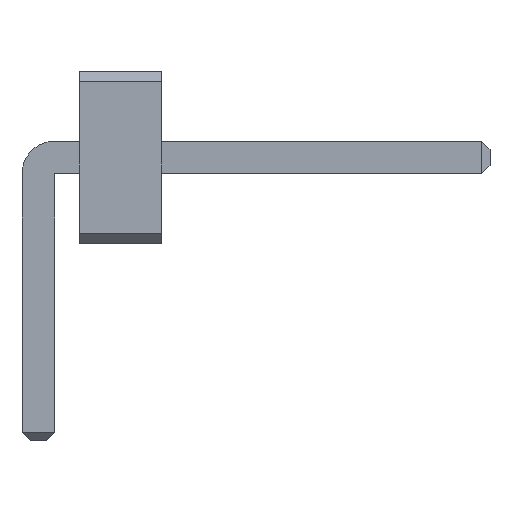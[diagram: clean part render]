
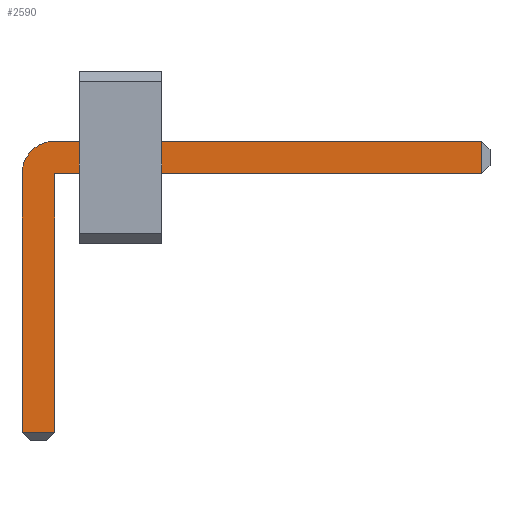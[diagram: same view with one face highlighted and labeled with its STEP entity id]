
A CAD part, front view. The second image highlights one B-rep face of the part: STEP entity #2590.
In plain terms, the highlighted planar face has unit normal (0, -1, 0).
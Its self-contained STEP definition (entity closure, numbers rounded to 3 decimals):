
#13=DIRECTION('',(0.,0.,1.));
#27=VECTOR('',#28,1.);
#28=DIRECTION('',(1.,0.,0.));
#1126=VECTOR('',#13,1.);
#2364=DIRECTION('',(0.,0.,-1.));
#2401=VECTOR('',#2364,1.);
#2408=VECTOR('',#2409,1.);
#2409=DIRECTION('',(-1.,0.,0.));
#2430=DIRECTION('',(-0.,1.,0.));
#2434=DIRECTION('',(0.,1.,0.));
#2435=DIRECTION('',(1.,0.,0.));
#2442=VERTEX_POINT('',#2443);
#2443=CARTESIAN_POINT('',(0.2,-23.06,1.25));
#2445=ORIENTED_EDGE('',*,*,#2446,.T.);
#2446=EDGE_CURVE('',#2442,#2447,#2449,.T.);
#2447=VERTEX_POINT('',#2448);
#2448=CARTESIAN_POINT('',(5.4,-23.06,1.25));
#2449=LINE('',#2450,#27);
#2450=CARTESIAN_POINT('',(-0.2,-23.06,1.25));
#2486=EDGE_CURVE('',#2487,#2442,#2489,.T.);
#2487=VERTEX_POINT('',#2488);
#2488=CARTESIAN_POINT('',(-0.2,-23.06,0.85));
#2489=CIRCLE('',#2490,0.4);
#2490=AXIS2_PLACEMENT_3D('',#2491,#2430,#2364);
#2491=CARTESIAN_POINT('',(0.2,-23.06,0.85));
#2503=VERTEX_POINT('',#2504);
#2504=CARTESIAN_POINT('',(5.4,-23.06,0.85));
#2506=ORIENTED_EDGE('',*,*,#2507,.T.);
#2507=EDGE_CURVE('',#2503,#2508,#2509,.T.);
#2508=VERTEX_POINT('',#2491);
#2509=LINE('',#2510,#2408);
#2510=CARTESIAN_POINT('',(5.5,-23.06,0.85));
#2522=VERTEX_POINT('',#2523);
#2523=CARTESIAN_POINT('',(-0.2,-23.06,-2.3));
#2525=ORIENTED_EDGE('',*,*,#2526,.T.);
#2526=EDGE_CURVE('',#2522,#2487,#2527,.T.);
#2527=LINE('',#2528,#1126);
#2528=CARTESIAN_POINT('',(-0.2,-23.06,-2.4));
#2536=ORIENTED_EDGE('',*,*,#2537,.T.);
#2537=EDGE_CURVE('',#2508,#2538,#2540,.T.);
#2538=VERTEX_POINT('',#2539);
#2539=CARTESIAN_POINT('',(0.2,-23.06,-2.3));
#2540=LINE('',#2491,#2401);
#2590=ADVANCED_FACE('',(#2591),#2600,.F.);
#2591=FACE_BOUND('',#2592,.F.);
#2592=EDGE_LOOP('',(#2445,#2593,#2506,#2536,#2596,#2525,#2599));
#2593=ORIENTED_EDGE('',*,*,#2594,.T.);
#2594=EDGE_CURVE('',#2447,#2503,#2595,.T.);
#2595=LINE('',#2448,#2401);
#2596=ORIENTED_EDGE('',*,*,#2597,.T.);
#2597=EDGE_CURVE('',#2538,#2522,#2598,.T.);
#2598=LINE('',#2539,#2408);
#2599=ORIENTED_EDGE('',*,*,#2486,.T.);
#2600=PLANE('',#2601);
#2601=AXIS2_PLACEMENT_3D('',#2602,#2434,#2435);
#2602=CARTESIAN_POINT('',(1.729,-23.06,0.346));
